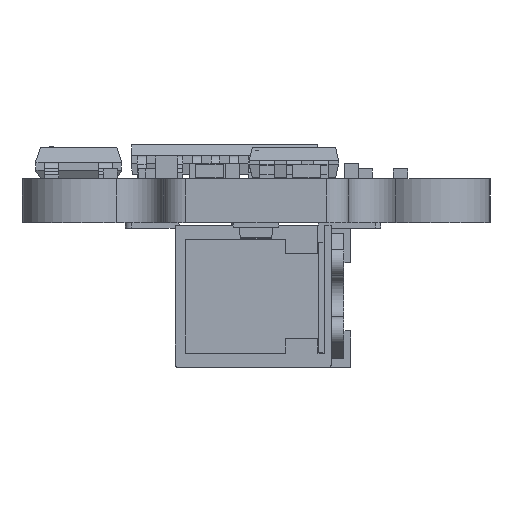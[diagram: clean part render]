
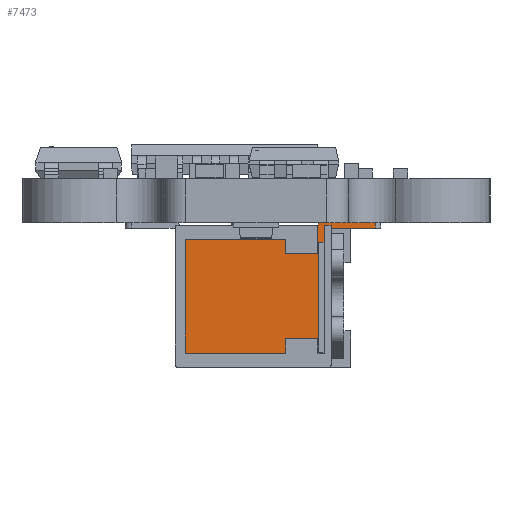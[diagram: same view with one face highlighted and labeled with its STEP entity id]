
A CAD part, front view. The second image highlights one B-rep face of the part: STEP entity #7473.
In plain terms, the highlighted face is planar.
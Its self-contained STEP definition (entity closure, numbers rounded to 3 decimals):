
#5734 = VERTEX_POINT('',#5735);
#5735 = CARTESIAN_POINT('',(-13.55,-2.4,-2.746));
#5741 = EDGE_CURVE('',#5734,#5742,#5744,.T.);
#5742 = VERTEX_POINT('',#5743);
#5743 = CARTESIAN_POINT('',(-13.55,-2.5,-2.746));
#5744 = LINE('',#5745,#5746);
#5745 = CARTESIAN_POINT('',(-13.55,-2.55,-2.746));
#5746 = VECTOR('',#5747,1.);
#5747 = DIRECTION('',(0.,-1.,0.));
#7473 = ADVANCED_FACE('',(#7474,#7619),#7653,.T.);
#7474 = FACE_BOUND('',#7475,.T.);
#7475 = EDGE_LOOP('',(#7476,#7484,#7492,#7500,#7508,#7516,#7524,#7532,
    #7540,#7548,#7556,#7564,#7572,#7580,#7588,#7596,#7604,#7612,#7618));
#7476 = ORIENTED_EDGE('',*,*,#7477,.T.);
#7477 = EDGE_CURVE('',#5734,#7478,#7480,.T.);
#7478 = VERTEX_POINT('',#7479);
#7479 = CARTESIAN_POINT('',(-13.55,-2.4,-4.3));
#7480 = LINE('',#7481,#7482);
#7481 = CARTESIAN_POINT('',(-13.55,-2.4,-2.3));
#7482 = VECTOR('',#7483,1.);
#7483 = DIRECTION('',(0.,0.,-1.));
#7484 = ORIENTED_EDGE('',*,*,#7485,.T.);
#7485 = EDGE_CURVE('',#7478,#7486,#7488,.T.);
#7486 = VERTEX_POINT('',#7487);
#7487 = CARTESIAN_POINT('',(-13.55,-2.6,-4.3));
#7488 = LINE('',#7489,#7490);
#7489 = CARTESIAN_POINT('',(-13.55,-2.6,-4.3));
#7490 = VECTOR('',#7491,1.);
#7491 = DIRECTION('',(0.,-1.,0.));
#7492 = ORIENTED_EDGE('',*,*,#7493,.F.);
#7493 = EDGE_CURVE('',#7494,#7486,#7496,.T.);
#7494 = VERTEX_POINT('',#7495);
#7495 = CARTESIAN_POINT('',(-13.55,-2.6,-2.3));
#7496 = LINE('',#7497,#7498);
#7497 = CARTESIAN_POINT('',(-13.55,-2.6,-2.3));
#7498 = VECTOR('',#7499,1.);
#7499 = DIRECTION('',(0.,0.,-1.));
#7500 = ORIENTED_EDGE('',*,*,#7501,.F.);
#7501 = EDGE_CURVE('',#7502,#7494,#7504,.T.);
#7502 = VERTEX_POINT('',#7503);
#7503 = CARTESIAN_POINT('',(-13.55,-2.5,-2.3));
#7504 = LINE('',#7505,#7506);
#7505 = CARTESIAN_POINT('',(-13.55,-1.152,-2.3));
#7506 = VECTOR('',#7507,1.);
#7507 = DIRECTION('',(0.,-1.,0.));
#7508 = ORIENTED_EDGE('',*,*,#7509,.F.);
#7509 = EDGE_CURVE('',#7510,#7502,#7512,.T.);
#7510 = VERTEX_POINT('',#7511);
#7511 = CARTESIAN_POINT('',(-13.55,-2.5,-2.28));
#7512 = LINE('',#7513,#7514);
#7513 = CARTESIAN_POINT('',(-13.55,-2.5,-2.52));
#7514 = VECTOR('',#7515,1.);
#7515 = DIRECTION('',(0.,0.,-1.));
#7516 = ORIENTED_EDGE('',*,*,#7517,.F.);
#7517 = EDGE_CURVE('',#7518,#7510,#7520,.T.);
#7518 = VERTEX_POINT('',#7519);
#7519 = CARTESIAN_POINT('',(-13.55,-1.5,-2.28));
#7520 = LINE('',#7521,#7522);
#7521 = CARTESIAN_POINT('',(-13.55,-1.5,-2.28));
#7522 = VECTOR('',#7523,1.);
#7523 = DIRECTION('',(0.,-1.,0.));
#7524 = ORIENTED_EDGE('',*,*,#7525,.F.);
#7525 = EDGE_CURVE('',#7526,#7518,#7528,.T.);
#7526 = VERTEX_POINT('',#7527);
#7527 = CARTESIAN_POINT('',(-13.55,-1.5,-1.15));
#7528 = LINE('',#7529,#7530);
#7529 = CARTESIAN_POINT('',(-13.55,-1.5,-2.28));
#7530 = VECTOR('',#7531,1.);
#7531 = DIRECTION('',(0.,0.,-1.));
#7532 = ORIENTED_EDGE('',*,*,#7533,.F.);
#7533 = EDGE_CURVE('',#7534,#7526,#7536,.T.);
#7534 = VERTEX_POINT('',#7535);
#7535 = CARTESIAN_POINT('',(-13.55,-2.,-1.15));
#7536 = LINE('',#7537,#7538);
#7537 = CARTESIAN_POINT('',(-13.55,-1.5,-1.15));
#7538 = VECTOR('',#7539,1.);
#7539 = DIRECTION('',(0.,1.,0.));
#7540 = ORIENTED_EDGE('',*,*,#7541,.F.);
#7541 = EDGE_CURVE('',#7542,#7534,#7544,.T.);
#7542 = VERTEX_POINT('',#7543);
#7543 = CARTESIAN_POINT('',(-13.55,-2.,2.4));
#7544 = LINE('',#7545,#7546);
#7545 = CARTESIAN_POINT('',(-13.55,-2.,-1.15));
#7546 = VECTOR('',#7547,1.);
#7547 = DIRECTION('',(0.,0.,-1.));
#7548 = ORIENTED_EDGE('',*,*,#7549,.F.);
#7549 = EDGE_CURVE('',#7550,#7542,#7552,.T.);
#7550 = VERTEX_POINT('',#7551);
#7551 = CARTESIAN_POINT('',(-13.55,2.,2.4));
#7552 = LINE('',#7553,#7554);
#7553 = CARTESIAN_POINT('',(-13.55,-2.,2.4));
#7554 = VECTOR('',#7555,1.);
#7555 = DIRECTION('',(0.,-1.,0.));
#7556 = ORIENTED_EDGE('',*,*,#7557,.F.);
#7557 = EDGE_CURVE('',#7558,#7550,#7560,.T.);
#7558 = VERTEX_POINT('',#7559);
#7559 = CARTESIAN_POINT('',(-13.55,2.,-0.8));
#7560 = LINE('',#7561,#7562);
#7561 = CARTESIAN_POINT('',(-13.55,2.,2.4));
#7562 = VECTOR('',#7563,1.);
#7563 = DIRECTION('',(0.,0.,1.));
#7564 = ORIENTED_EDGE('',*,*,#7565,.F.);
#7565 = EDGE_CURVE('',#7566,#7558,#7568,.T.);
#7566 = VERTEX_POINT('',#7567);
#7567 = CARTESIAN_POINT('',(-13.55,2.,-1.15));
#7568 = LINE('',#7569,#7570);
#7569 = CARTESIAN_POINT('',(-13.55,2.,2.4));
#7570 = VECTOR('',#7571,1.);
#7571 = DIRECTION('',(0.,0.,1.));
#7572 = ORIENTED_EDGE('',*,*,#7573,.F.);
#7573 = EDGE_CURVE('',#7574,#7566,#7576,.T.);
#7574 = VERTEX_POINT('',#7575);
#7575 = CARTESIAN_POINT('',(-13.55,1.5,-1.15));
#7576 = LINE('',#7577,#7578);
#7577 = CARTESIAN_POINT('',(-13.55,2.,-1.15));
#7578 = VECTOR('',#7579,1.);
#7579 = DIRECTION('',(0.,1.,0.));
#7580 = ORIENTED_EDGE('',*,*,#7581,.F.);
#7581 = EDGE_CURVE('',#7582,#7574,#7584,.T.);
#7582 = VERTEX_POINT('',#7583);
#7583 = CARTESIAN_POINT('',(-13.55,1.5,-2.28));
#7584 = LINE('',#7585,#7586);
#7585 = CARTESIAN_POINT('',(-13.55,1.5,-1.15));
#7586 = VECTOR('',#7587,1.);
#7587 = DIRECTION('',(0.,0.,1.));
#7588 = ORIENTED_EDGE('',*,*,#7589,.F.);
#7589 = EDGE_CURVE('',#7590,#7582,#7592,.T.);
#7590 = VERTEX_POINT('',#7591);
#7591 = CARTESIAN_POINT('',(-13.55,2.,-2.28));
#7592 = LINE('',#7593,#7594);
#7593 = CARTESIAN_POINT('',(-13.55,2.,-2.28));
#7594 = VECTOR('',#7595,1.);
#7595 = DIRECTION('',(0.,-1.,0.));
#7596 = ORIENTED_EDGE('',*,*,#7597,.F.);
#7597 = EDGE_CURVE('',#7598,#7590,#7600,.T.);
#7598 = VERTEX_POINT('',#7599);
#7599 = CARTESIAN_POINT('',(-13.55,2.,-2.52));
#7600 = LINE('',#7601,#7602);
#7601 = CARTESIAN_POINT('',(-13.55,2.,-2.28));
#7602 = VECTOR('',#7603,1.);
#7603 = DIRECTION('',(0.,0.,1.));
#7604 = ORIENTED_EDGE('',*,*,#7605,.F.);
#7605 = EDGE_CURVE('',#7606,#7598,#7608,.T.);
#7606 = VERTEX_POINT('',#7607);
#7607 = CARTESIAN_POINT('',(-13.55,-2.5,-2.52));
#7608 = LINE('',#7609,#7610);
#7609 = CARTESIAN_POINT('',(-13.55,2.,-2.52));
#7610 = VECTOR('',#7611,1.);
#7611 = DIRECTION('',(0.,1.,0.));
#7612 = ORIENTED_EDGE('',*,*,#7613,.T.);
#7613 = EDGE_CURVE('',#7606,#5742,#7614,.T.);
#7614 = LINE('',#7615,#7616);
#7615 = CARTESIAN_POINT('',(-13.55,-2.5,3.));
#7616 = VECTOR('',#7617,1.);
#7617 = DIRECTION('',(0.,0.,-1.));
#7618 = ORIENTED_EDGE('',*,*,#5741,.F.);
#7619 = FACE_BOUND('',#7620,.T.);
#7620 = EDGE_LOOP('',(#7621,#7631,#7639,#7647));
#7621 = ORIENTED_EDGE('',*,*,#7622,.F.);
#7622 = EDGE_CURVE('',#7623,#7625,#7627,.T.);
#7623 = VERTEX_POINT('',#7624);
#7624 = CARTESIAN_POINT('',(-13.55,1.98,-2.3));
#7625 = VERTEX_POINT('',#7626);
#7626 = CARTESIAN_POINT('',(-13.55,1.98,-2.5));
#7627 = LINE('',#7628,#7629);
#7628 = CARTESIAN_POINT('',(-13.55,1.98,-2.3));
#7629 = VECTOR('',#7630,1.);
#7630 = DIRECTION('',(0.,0.,-1.));
#7631 = ORIENTED_EDGE('',*,*,#7632,.F.);
#7632 = EDGE_CURVE('',#7633,#7623,#7635,.T.);
#7633 = VERTEX_POINT('',#7634);
#7634 = CARTESIAN_POINT('',(-13.55,-1.9,-2.3));
#7635 = LINE('',#7636,#7637);
#7636 = CARTESIAN_POINT('',(-13.55,-1.9,-2.3));
#7637 = VECTOR('',#7638,1.);
#7638 = DIRECTION('',(0.,1.,0.));
#7639 = ORIENTED_EDGE('',*,*,#7640,.F.);
#7640 = EDGE_CURVE('',#7641,#7633,#7643,.T.);
#7641 = VERTEX_POINT('',#7642);
#7642 = CARTESIAN_POINT('',(-13.55,-1.9,-2.5));
#7643 = LINE('',#7644,#7645);
#7644 = CARTESIAN_POINT('',(-13.55,-1.9,-2.3));
#7645 = VECTOR('',#7646,1.);
#7646 = DIRECTION('',(0.,0.,1.));
#7647 = ORIENTED_EDGE('',*,*,#7648,.F.);
#7648 = EDGE_CURVE('',#7625,#7641,#7649,.T.);
#7649 = LINE('',#7650,#7651);
#7650 = CARTESIAN_POINT('',(-13.55,-1.9,-2.5));
#7651 = VECTOR('',#7652,1.);
#7652 = DIRECTION('',(0.,-1.,0.));
#7653 = PLANE('',#7654);
#7654 = AXIS2_PLACEMENT_3D('',#7655,#7656,#7657);
#7655 = CARTESIAN_POINT('',(-13.55,-2.6,-4.5));
#7656 = DIRECTION('',(-1.,0.,0.));
#7657 = DIRECTION('',(0.,0.,1.));
